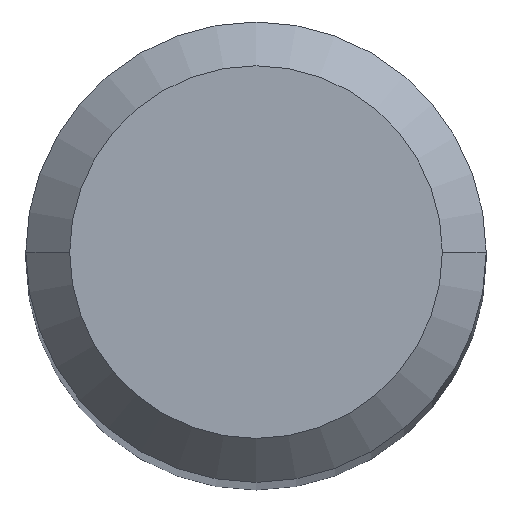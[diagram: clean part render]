
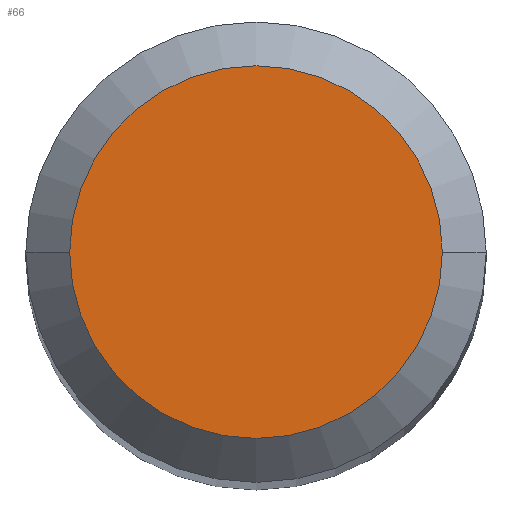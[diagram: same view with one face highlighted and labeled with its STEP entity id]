
A CAD part, top view. The second image highlights one B-rep face of the part: STEP entity #66.
In plain terms, the highlighted planar face has unit normal (0, 0, 1).
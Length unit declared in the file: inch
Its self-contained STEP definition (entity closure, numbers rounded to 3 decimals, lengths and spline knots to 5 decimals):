
#5 = DIRECTION ( 'NONE',  ( 0., 0., 1. ) ) ;
#22 = EDGE_CURVE ( 'NONE', #62, #198, #246, .T. ) ;
#31 = DIRECTION ( 'NONE',  ( 0., 0., 1. ) ) ;
#43 = EDGE_CURVE ( 'NONE', #198, #62, #268, .T. ) ;
#55 = DIRECTION ( 'NONE',  ( 1., 0., 0. ) ) ;
#59 = DIRECTION ( 'NONE',  ( 0., 0., 1. ) ) ;
#60 = CARTESIAN_POINT ( 'NONE',  ( 0., 0., 1.9685 ) ) ;
#62 = VERTEX_POINT ( 'NONE', #288 ) ;
#66 = ADVANCED_FACE ( 'NONE', ( #243 ), #266, .T. ) ;
#86 = EDGE_LOOP ( 'NONE', ( #158, #248 ) ) ;
#126 = DIRECTION ( 'NONE',  ( 1., 0., 0. ) ) ;
#158 = ORIENTED_EDGE ( 'NONE', *, *, #22, .T. ) ;
#196 = AXIS2_PLACEMENT_3D ( 'NONE', #213, #5, #55 ) ;
#198 = VERTEX_POINT ( 'NONE', #228 ) ;
#213 = CARTESIAN_POINT ( 'NONE',  ( 0., 0., 1.9685 ) ) ;
#223 = DIRECTION ( 'NONE',  ( 1., 0., 0. ) ) ;
#228 = CARTESIAN_POINT ( 'NONE',  ( 0.06374, 0., 1.9685 ) ) ;
#235 = AXIS2_PLACEMENT_3D ( 'NONE', #60, #31, #223 ) ;
#243 = FACE_OUTER_BOUND ( 'NONE', #86, .T. ) ;
#246 = CIRCLE ( 'NONE', #196, 0.06374 ) ;
#248 = ORIENTED_EDGE ( 'NONE', *, *, #43, .T. ) ;
#260 = CARTESIAN_POINT ( 'NONE',  ( 0., 0., 1.9685 ) ) ;
#266 = PLANE ( 'NONE',  #283 ) ;
#268 = CIRCLE ( 'NONE', #235, 0.06374 ) ;
#283 = AXIS2_PLACEMENT_3D ( 'NONE', #260, #59, #126 ) ;
#288 = CARTESIAN_POINT ( 'NONE',  ( -0.06374, 0., 1.9685 ) ) ;
